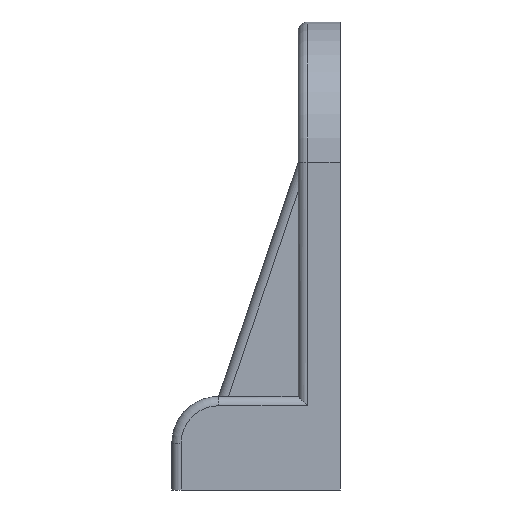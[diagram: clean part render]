
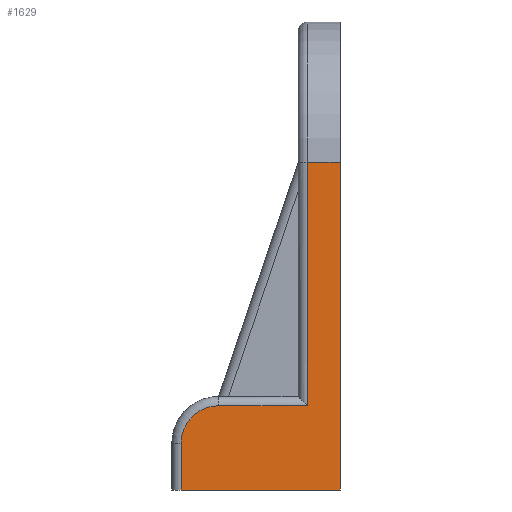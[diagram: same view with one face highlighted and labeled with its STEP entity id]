
A CAD part, left-side view. The second image highlights one B-rep face of the part: STEP entity #1629.
In plain terms, the highlighted planar face has unit normal (-1, 0, 0).
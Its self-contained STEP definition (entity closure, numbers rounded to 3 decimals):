
#68 = CARTESIAN_POINT ( 'NONE',  ( -23., 3.5, 35. ) ) ;
#194 = VECTOR ( 'NONE', #475, 1000. ) ;
#196 = LINE ( 'NONE', #1289, #658 ) ;
#222 = VECTOR ( 'NONE', #1805, 1000. ) ;
#224 = ORIENTED_EDGE ( 'NONE', *, *, #572, .T. ) ;
#253 = DIRECTION ( 'NONE',  ( -1., 0., 0. ) ) ;
#287 = EDGE_CURVE ( 'NONE', #365, #2371, #750, .T. ) ;
#365 = VERTEX_POINT ( 'NONE', #68 ) ;
#370 = EDGE_CURVE ( 'NONE', #630, #1148, #1088, .T. ) ;
#399 = VECTOR ( 'NONE', #1828, 1000. ) ;
#432 = LINE ( 'NONE', #1878, #1354 ) ;
#466 = CARTESIAN_POINT ( 'NONE',  ( -23., 17., 5. ) ) ;
#475 = DIRECTION ( 'NONE',  ( 0., -1., 0. ) ) ;
#503 = VERTEX_POINT ( 'NONE', #1504 ) ;
#523 = CARTESIAN_POINT ( 'NONE',  ( -23., 0., 0. ) ) ;
#528 = LINE ( 'NONE', #1466, #399 ) ;
#572 = EDGE_CURVE ( 'NONE', #503, #2152, #590, .T. ) ;
#590 = LINE ( 'NONE', #523, #194 ) ;
#630 = VERTEX_POINT ( 'NONE', #1353 ) ;
#658 = VECTOR ( 'NONE', #1077, 1000. ) ;
#750 = LINE ( 'NONE', #809, #222 ) ;
#809 = CARTESIAN_POINT ( 'NONE',  ( -23., 3.5, 10. ) ) ;
#810 = ORIENTED_EDGE ( 'NONE', *, *, #287, .T. ) ;
#896 = CARTESIAN_POINT ( 'NONE',  ( -23., 3.5, 9. ) ) ;
#916 = DIRECTION ( 'NONE',  ( 1., 0., 0. ) ) ;
#1077 = DIRECTION ( 'NONE',  ( 0., 0., -1. ) ) ;
#1088 = CIRCLE ( 'NONE', #1184, 4. ) ;
#1102 = CARTESIAN_POINT ( 'NONE',  ( -23., 0., 10. ) ) ;
#1148 = VERTEX_POINT ( 'NONE', #466 ) ;
#1184 = AXIS2_PLACEMENT_3D ( 'NONE', #1438, #253, #2383 ) ;
#1251 = EDGE_CURVE ( 'NONE', #2036, #365, #432, .T. ) ;
#1274 = ORIENTED_EDGE ( 'NONE', *, *, #1699, .T. ) ;
#1278 = AXIS2_PLACEMENT_3D ( 'NONE', #1102, #916, #2103 ) ;
#1289 = CARTESIAN_POINT ( 'NONE',  ( -23., 17., 10. ) ) ;
#1310 = FACE_OUTER_BOUND ( 'NONE', #1703, .T. ) ;
#1341 = ORIENTED_EDGE ( 'NONE', *, *, #1251, .T. ) ;
#1353 = CARTESIAN_POINT ( 'NONE',  ( -23., 13., 9. ) ) ;
#1354 = VECTOR ( 'NONE', #1995, 1000. ) ;
#1382 = CARTESIAN_POINT ( 'NONE',  ( -23., 0., 0. ) ) ;
#1438 = CARTESIAN_POINT ( 'NONE',  ( -23., 13., 5. ) ) ;
#1460 = VECTOR ( 'NONE', #1648, 1000. ) ;
#1466 = CARTESIAN_POINT ( 'NONE',  ( -23., 0., 9. ) ) ;
#1472 = EDGE_CURVE ( 'NONE', #2036, #2152, #1574, .T. ) ;
#1477 = EDGE_CURVE ( 'NONE', #2371, #630, #528, .T. ) ;
#1504 = CARTESIAN_POINT ( 'NONE',  ( -23., 17., 0. ) ) ;
#1574 = LINE ( 'NONE', #1676, #1460 ) ;
#1629 = ADVANCED_FACE ( 'NONE', ( #1310 ), #1716, .F. ) ;
#1648 = DIRECTION ( 'NONE',  ( 0., 0., -1. ) ) ;
#1668 = CARTESIAN_POINT ( 'NONE',  ( -23., 0., 35. ) ) ;
#1676 = CARTESIAN_POINT ( 'NONE',  ( -23., 0., 10. ) ) ;
#1699 = EDGE_CURVE ( 'NONE', #1148, #503, #196, .T. ) ;
#1703 = EDGE_LOOP ( 'NONE', ( #1341, #810, #2345, #1815, #1274, #224, #1754 ) ) ;
#1716 = PLANE ( 'NONE',  #1278 ) ;
#1754 = ORIENTED_EDGE ( 'NONE', *, *, #1472, .F. ) ;
#1805 = DIRECTION ( 'NONE',  ( 0., 0., -1. ) ) ;
#1815 = ORIENTED_EDGE ( 'NONE', *, *, #370, .T. ) ;
#1828 = DIRECTION ( 'NONE',  ( 0., 1., 0. ) ) ;
#1878 = CARTESIAN_POINT ( 'NONE',  ( -23., 0., 35. ) ) ;
#1995 = DIRECTION ( 'NONE',  ( 0., 1., 0. ) ) ;
#2036 = VERTEX_POINT ( 'NONE', #1668 ) ;
#2103 = DIRECTION ( 'NONE',  ( 0., 0., -1. ) ) ;
#2152 = VERTEX_POINT ( 'NONE', #1382 ) ;
#2345 = ORIENTED_EDGE ( 'NONE', *, *, #1477, .T. ) ;
#2371 = VERTEX_POINT ( 'NONE', #896 ) ;
#2383 = DIRECTION ( 'NONE',  ( 0., 0., -1. ) ) ;
